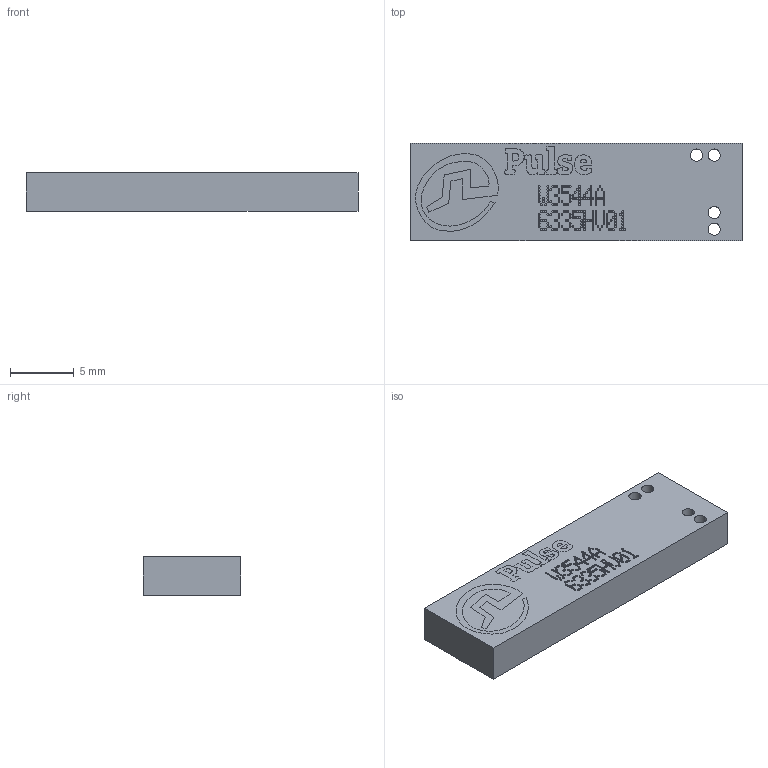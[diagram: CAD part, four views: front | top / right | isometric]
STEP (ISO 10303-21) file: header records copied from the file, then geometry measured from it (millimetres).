
FILE_DESCRIPTION (( 'STEP AP214' ), '1' );
FILE_NAME ('W3544A.STEP', '2023-09-24T18:08:51', ( '' ), ( '' ), 'SwSTEP 2.0', 'SolidWorks 2016', '' );
FILE_SCHEMA (( 'AUTOMOTIVE_DESIGN' ));
Length unit declared in the file: millimetre
Products named in the file (1): W3544A
Bounding box: 26 x 7.65 x 3 mm (x, y, z)
Volume: 588.1 mm3; surface area: 630 mm2
Topology: 1 solids, 1 shells, 253 faces, 2449 edges, 2428 vertices
Faces by surface type: plane 245, cylinder 8
Entity records: 33108 total; most frequent: CARTESIAN_POINT 15573, ORIENTED_EDGE 4898, EDGE_CURVE 2449, VERTEX_POINT 2428, B_SPLINE_CURVE_WITH_KNOTS 2340, DIRECTION 639, EDGE_LOOP 491, AXIS2_PLACEMENT_3D 276
